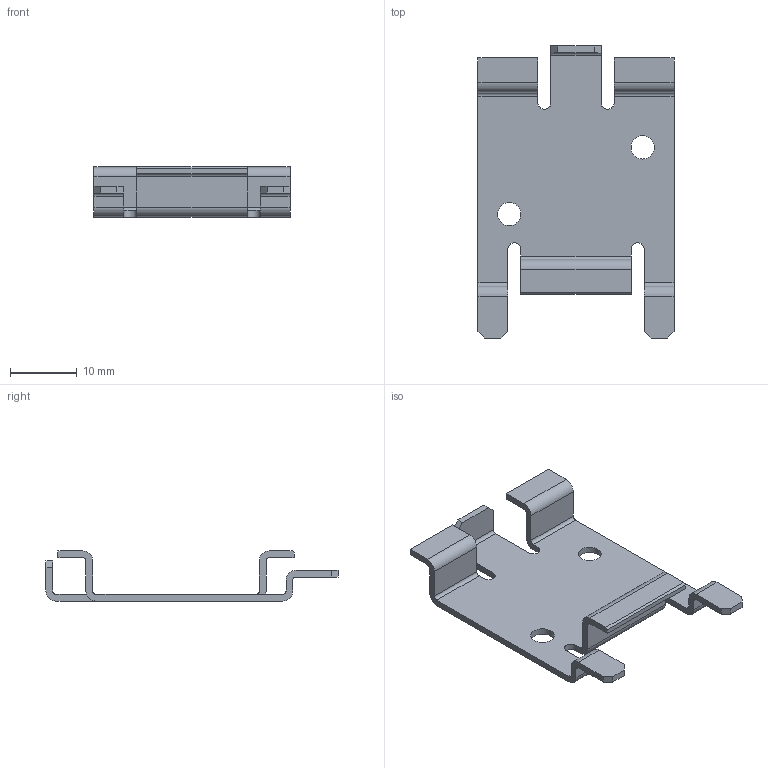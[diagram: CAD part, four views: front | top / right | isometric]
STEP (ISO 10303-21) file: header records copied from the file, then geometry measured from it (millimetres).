
FILE_DESCRIPTION(/* description */ ('STEP AP214'),/* implementation_level */ '2;1');
FILE_NAME(/* name */ '8003355_SAMH-PU-W',/* time_stamp */ '2024-09-12T10:28:38+02:00',/* author */ ('License CC BY-ND 4.0'),/* organization */ ('CADENAS'),/* preprocessor_version */ 'ST-DEVELOPER v19.3',/* originating_system */ 'PARTsolutions',/* authorisation */ ' ');
FILE_SCHEMA (('AUTOMOTIVE_DESIGN {1 0 10303 214 3 1 1}'));
Length unit declared in the file: millimetre
Products named in the file (2): 8003355 SAMH-PU-W; 8003355 SAMH-PU-W-p
Assembly tree (1 placements, depth 2):
  8003355 SAMH-PU-W
    8003355 SAMH-PU-W-p
Bounding box: 29.4 x 43.8 x 7.5 mm (x, y, z)
Volume: 1282.9 mm3; surface area: 2854.5 mm2
Topology: 1 solids, 1 shells, 75 faces, 219 edges, 146 vertices
Faces by surface type: plane 47, cylinder 28
Full cylindrical faces by diameter (mm): 3.5 x2
Entity records: 2536 total; most frequent: CARTESIAN_POINT 440, ORIENTED_EDGE 434, DIRECTION 427, EDGE_CURVE 217, LINE 161, VECTOR 161, VERTEX_POINT 146, AXIS2_PLACEMENT_3D 133
